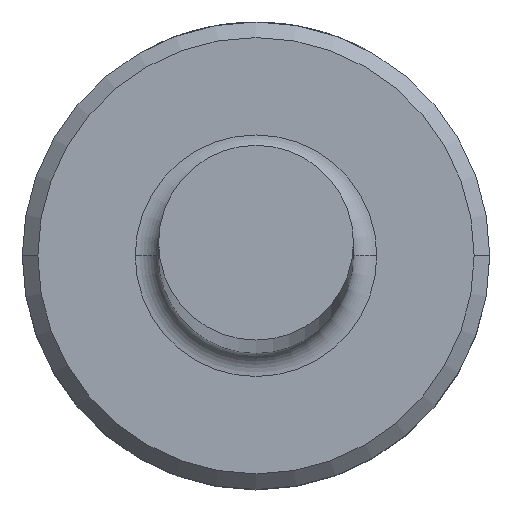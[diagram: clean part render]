
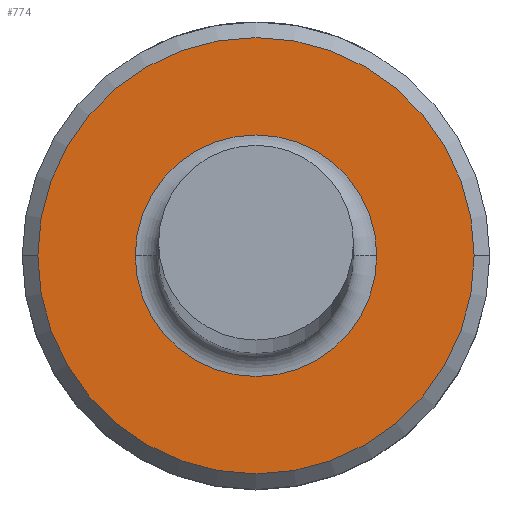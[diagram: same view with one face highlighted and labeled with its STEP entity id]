
A CAD part, top view. The second image highlights one B-rep face of the part: STEP entity #774.
In plain terms, the highlighted planar face has unit normal (0, 0, 1).
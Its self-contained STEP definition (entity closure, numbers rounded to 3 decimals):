
#58 = VERTEX_POINT ( 'NONE', #399 ) ;
#63 = AXIS2_PLACEMENT_3D ( 'NONE', #493, #487, #485 ) ;
#69 = CIRCLE ( 'NONE', #1124, 2.8 ) ;
#121 = AXIS2_PLACEMENT_3D ( 'NONE', #337, #955, #423 ) ;
#126 = CARTESIAN_POINT ( 'NONE',  ( 0., 0., 4. ) ) ;
#148 = EDGE_CURVE ( 'NONE', #305, #58, #159, .T. ) ;
#159 = CIRCLE ( 'NONE', #63, 1.55 ) ;
#173 = DIRECTION ( 'NONE',  ( 0., 0., 1. ) ) ;
#184 = FACE_BOUND ( 'NONE', #494, .T. ) ;
#218 = FACE_OUTER_BOUND ( 'NONE', #464, .T. ) ;
#226 = DIRECTION ( 'NONE',  ( 1., 0., 0. ) ) ;
#269 = CARTESIAN_POINT ( 'NONE',  ( 0., 0., 4. ) ) ;
#273 = DIRECTION ( 'NONE',  ( 1., 0., 0. ) ) ;
#277 = EDGE_CURVE ( 'NONE', #897, #1028, #69, .T. ) ;
#305 = VERTEX_POINT ( 'NONE', #472 ) ;
#337 = CARTESIAN_POINT ( 'NONE',  ( 0., 0., 4. ) ) ;
#363 = ORIENTED_EDGE ( 'NONE', *, *, #148, .T. ) ;
#380 = CARTESIAN_POINT ( 'NONE',  ( -2.8, 0., 4. ) ) ;
#399 = CARTESIAN_POINT ( 'NONE',  ( -1.55, 0., 4. ) ) ;
#423 = DIRECTION ( 'NONE',  ( -1., 0., 0. ) ) ;
#428 = CIRCLE ( 'NONE', #592, 2.8 ) ;
#431 = EDGE_CURVE ( 'NONE', #1028, #897, #428, .T. ) ;
#464 = EDGE_LOOP ( 'NONE', ( #1147, #1153 ) ) ;
#472 = CARTESIAN_POINT ( 'NONE',  ( 1.55, 0., 4. ) ) ;
#485 = DIRECTION ( 'NONE',  ( -1., 0., 0. ) ) ;
#487 = DIRECTION ( 'NONE',  ( 0., 0., -1. ) ) ;
#493 = CARTESIAN_POINT ( 'NONE',  ( 0., 0., 4. ) ) ;
#494 = EDGE_LOOP ( 'NONE', ( #778, #363 ) ) ;
#506 = CARTESIAN_POINT ( 'NONE',  ( 2.8, 0., 4. ) ) ;
#531 = EDGE_CURVE ( 'NONE', #58, #305, #536, .T. ) ;
#536 = CIRCLE ( 'NONE', #121, 1.55 ) ;
#592 = AXIS2_PLACEMENT_3D ( 'NONE', #126, #770, #226 ) ;
#718 = AXIS2_PLACEMENT_3D ( 'NONE', #269, #821, #273 ) ;
#729 = PLANE ( 'NONE',  #718 ) ;
#730 = DIRECTION ( 'NONE',  ( 1., 0., 0. ) ) ;
#770 = DIRECTION ( 'NONE',  ( 0., 0., 1. ) ) ;
#774 = ADVANCED_FACE ( 'NONE', ( #218, #184 ), #729, .T. ) ;
#778 = ORIENTED_EDGE ( 'NONE', *, *, #531, .T. ) ;
#821 = DIRECTION ( 'NONE',  ( 0., 0., 1. ) ) ;
#897 = VERTEX_POINT ( 'NONE', #380 ) ;
#955 = DIRECTION ( 'NONE',  ( 0., 0., -1. ) ) ;
#987 = CARTESIAN_POINT ( 'NONE',  ( 0., 0., 4. ) ) ;
#1028 = VERTEX_POINT ( 'NONE', #506 ) ;
#1124 = AXIS2_PLACEMENT_3D ( 'NONE', #987, #173, #730 ) ;
#1147 = ORIENTED_EDGE ( 'NONE', *, *, #277, .T. ) ;
#1153 = ORIENTED_EDGE ( 'NONE', *, *, #431, .T. ) ;
